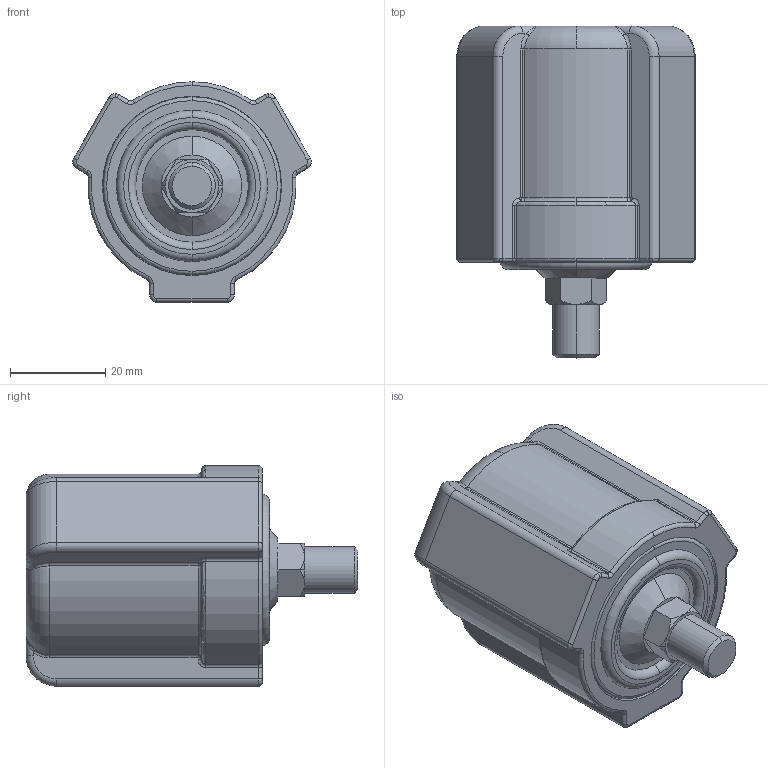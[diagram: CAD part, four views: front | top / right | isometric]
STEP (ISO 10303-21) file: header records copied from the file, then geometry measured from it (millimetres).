
FILE_DESCRIPTION (( 'STEP AP214' ), '1' );
FILE_NAME ('ES.STEP', '2017-06-19T11:40:00', ( 'Schroeder Industries' ), ( 'SI' ), 'SwSTEP 2.0', 'SolidWorks 2016', '' );
FILE_SCHEMA (( 'AUTOMOTIVE_DESIGN' ));
Length unit declared in the file: inch
Products named in the file (1): ES
Bounding box: 50.01 x 69.6 x 46.23 mm (x, y, z)
Volume: 89841.8 mm3; surface area: 18084.3 mm2
Topology: 2 solids, 2 shells, 240 faces, 558 edges, 325 vertices
Faces by surface type: cylinder 79, plane 77, torus 54, bspline 18, cone 6, sphere 6
Entity records: 10865 total; most frequent: CARTESIAN_POINT 2287, DIRECTION 1213, ORIENTED_EDGE 1092, EDGE_CURVE 546, AXIS2_PLACEMENT_3D 505, VERTEX_POINT 325, CIRCLE 282, EDGE_LOOP 255
